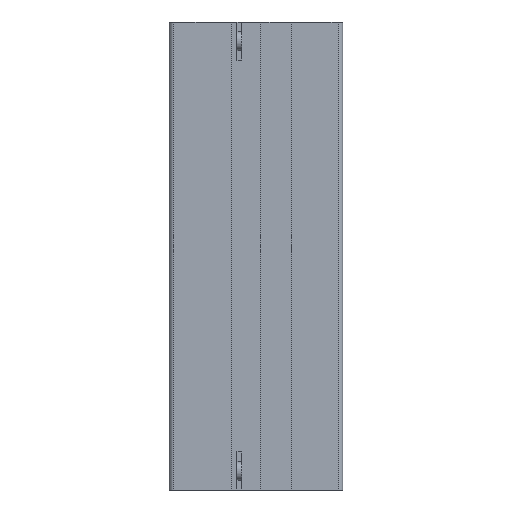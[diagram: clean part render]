
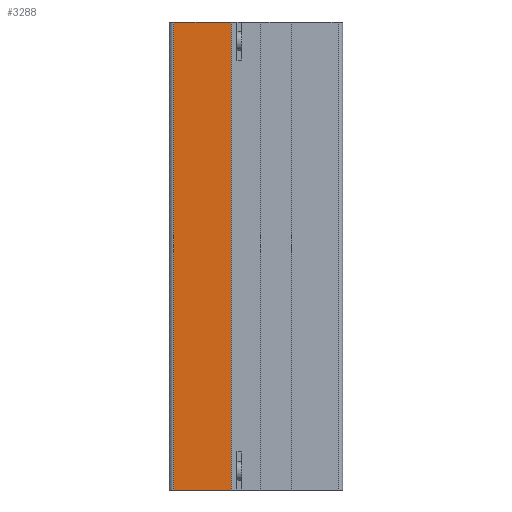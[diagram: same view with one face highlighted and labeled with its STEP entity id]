
A CAD part, front view. The second image highlights one B-rep face of the part: STEP entity #3288.
In plain terms, the highlighted planar face has unit normal (0, -1, 0).
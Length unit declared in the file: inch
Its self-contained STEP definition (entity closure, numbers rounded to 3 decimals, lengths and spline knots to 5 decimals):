
#201=DIRECTION('',(1.,0.,0.));
#202=VECTOR('',#201,0.24);
#203=CARTESIAN_POINT('',(-0.345,-0.57,-0.98425));
#204=LINE('',#203,#202);
#608=DIRECTION('',(1.,0.,0.));
#609=VECTOR('',#608,0.24);
#610=CARTESIAN_POINT('',(-0.345,-0.57,0.98425));
#611=LINE('',#610,#609);
#1282=DIRECTION('',(0.,0.,1.));
#1283=VECTOR('',#1282,1.9685);
#1284=CARTESIAN_POINT('',(-0.345,-0.57,-0.98425));
#1285=LINE('',#1284,#1283);
#1286=DIRECTION('',(0.,0.,-1.));
#1287=VECTOR('',#1286,1.9685);
#1288=CARTESIAN_POINT('',(-0.105,-0.57,0.98425));
#1289=LINE('',#1288,#1287);
#1578=CARTESIAN_POINT('',(-0.105,-0.57,-0.98425));
#1579=VERTEX_POINT('',#1578);
#1602=CARTESIAN_POINT('',(-0.105,-0.57,0.98425));
#1603=VERTEX_POINT('',#1602);
#1731=CARTESIAN_POINT('',(-0.345,-0.57,0.98425));
#1733=VERTEX_POINT('',#1731);
#1734=CARTESIAN_POINT('',(-0.345,-0.57,-0.98425));
#1735=VERTEX_POINT('',#1734);
#3276=CARTESIAN_POINT('',(-0.105,-0.57,0.98425));
#3277=DIRECTION('',(0.,1.,0.));
#3278=DIRECTION('',(-1.,0.,0.));
#3279=AXIS2_PLACEMENT_3D('',#3276,#3277,#3278);
#3280=PLANE('',#3279);
#3282=ORIENTED_EDGE('',*,*,#3281,.T.);
#3283=ORIENTED_EDGE('',*,*,#2159,.T.);
#3284=ORIENTED_EDGE('',*,*,#3269,.T.);
#3285=ORIENTED_EDGE('',*,*,#1933,.F.);
#3286=EDGE_LOOP('',(#3282,#3283,#3284,#3285));
#3287=FACE_OUTER_BOUND('',#3286,.F.);
#1933=EDGE_CURVE('',#1735,#1579,#204,.T.);
#2159=EDGE_CURVE('',#1733,#1603,#611,.T.);
#3269=EDGE_CURVE('',#1603,#1579,#1289,.T.);
#3281=EDGE_CURVE('',#1735,#1733,#1285,.T.);
#3288=ADVANCED_FACE('',(#3287),#3280,.F.);
